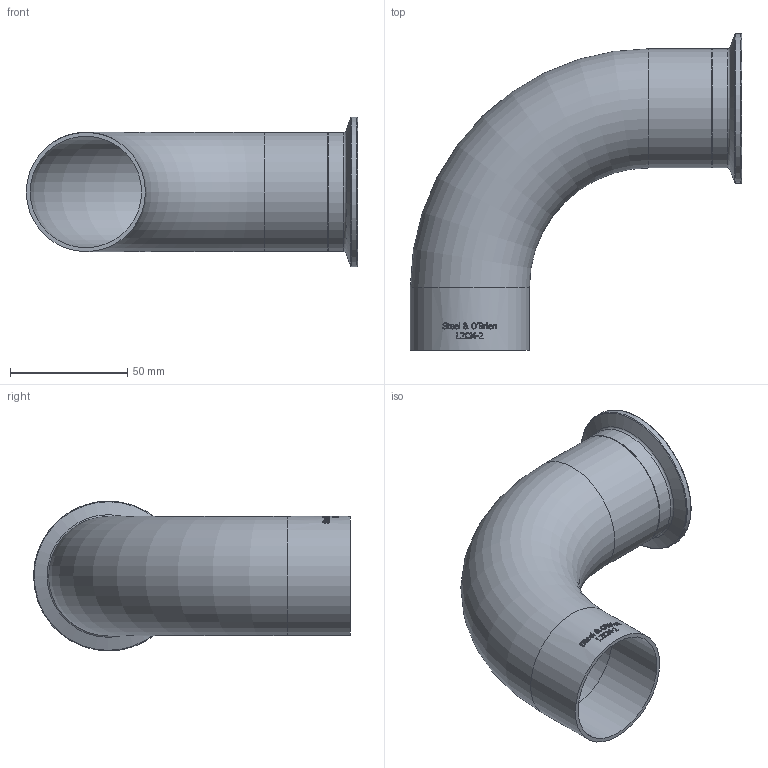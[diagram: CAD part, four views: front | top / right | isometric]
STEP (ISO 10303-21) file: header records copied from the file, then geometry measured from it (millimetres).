
FILE_DESCRIPTION(/* description */ (''),/* implementation_level */ '2;1');
FILE_NAME(/* name */ 'L2CM-2.stp',/* time_stamp */ '2019-07-26T10:53:40-04:00',/* author */ ('rick'),/* organization */ (''),/* preprocessor_version */ 'ST-DEVELOPER v15.2',/* originating_system */ 'Autodesk Inventor 2014',/* authorisation */ '');
FILE_SCHEMA (('AUTOMOTIVE_DESIGN { 1 0 10303 214 3 1 1 }'));
Length unit declared in the file: inch
Products named in the file (1): L2CM-2
Bounding box: 141.3 x 135.15 x 63.91 mm (x, y, z)
Volume: 51626.2 mm3; surface area: 60533.9 mm2
Topology: 1 solids, 1 shells, 329 faces, 873 edges, 577 vertices
Faces by surface type: bspline 157, plane 124, cylinder 35, torus 10, cone 3
Full cylindrical faces by diameter (mm): 47.498 x3, 50.8 x3, 63.906 x1
Entity records: 12929 total; most frequent: CARTESIAN_POINT 5705, ORIENTED_EDGE 1706, DIRECTION 1044, EDGE_CURVE 853, VERTEX_POINT 577, EDGE_LOOP 382, LINE 380, VECTOR 380
